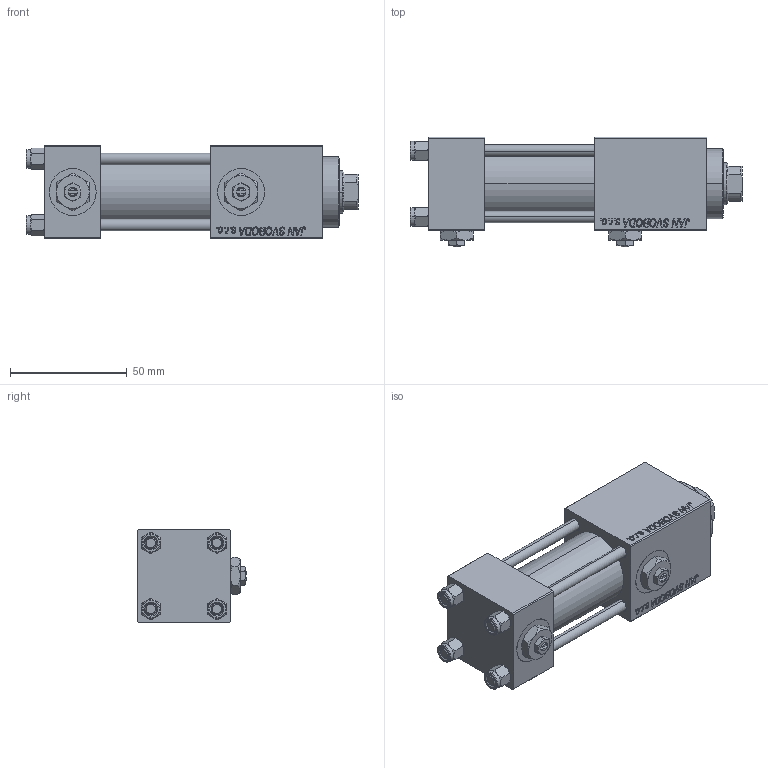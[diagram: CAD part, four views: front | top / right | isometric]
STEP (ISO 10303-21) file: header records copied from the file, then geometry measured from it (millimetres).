
FILE_DESCRIPTION (( 'STEP AP203' ), '1' );
FILE_NAME ('cdba.STEP', '2022-04-16T08:50:49', ( '' ), ( '' ), 'SwSTEP 2.0', 'SolidWorks 2019', '' );
FILE_SCHEMA (( 'CONFIG_CONTROL_DESIGN' ));
Length unit declared in the file: millimetre
Products named in the file (7): V215CR_C_TYCINKA 61ce5d0acd29745f29c4156d493d68a5; V215CR_VCP_C 61ce5d0acd29745f29c4156d493d68a5; cdba; Zatka_pro_OIL_PORT 61ce5d0acd29745f29c4156d493d68a5; NUT_M5_C 61ce5d0acd29745f29c4156d493d68a5; V215_VC_A 61ce5d0acd29745f29c4156d493d68a5; V215CR_C_Body 61ce5d0acd29745f29c4156d493d68a5
Assembly tree (13 placements, depth 2):
  cdba
    V215CR_C_Body 61ce5d0acd29745f29c4156d493d68a5
    V215CR_VCP_C 61ce5d0acd29745f29c4156d493d68a5
    NUT_M5_C 61ce5d0acd29745f29c4156d493d68a5  x4
    V215CR_C_TYCINKA 61ce5d0acd29745f29c4156d493d68a5  x4
    V215_VC_A 61ce5d0acd29745f29c4156d493d68a5
    Zatka_pro_OIL_PORT 61ce5d0acd29745f29c4156d493d68a5  x2
Bounding box: 142 x 47 x 40 mm (x, y, z)
Volume: 148072.2 mm3; surface area: 58737.8 mm2
Topology: 13 solids, 13 shells, 1251 faces, 3112 edges, 2005 vertices
Faces by surface type: plane 573, bspline 392, cone 178, cylinder 100, torus 8
Entity records: 52243 total; most frequent: CARTESIAN_POINT 27683, ORIENTED_EDGE 5524, DIRECTION 3566, EDGE_CURVE 2762, VERTEX_POINT 1803, VECTOR 1642, LINE 1642, EDGE_LOOP 1221
